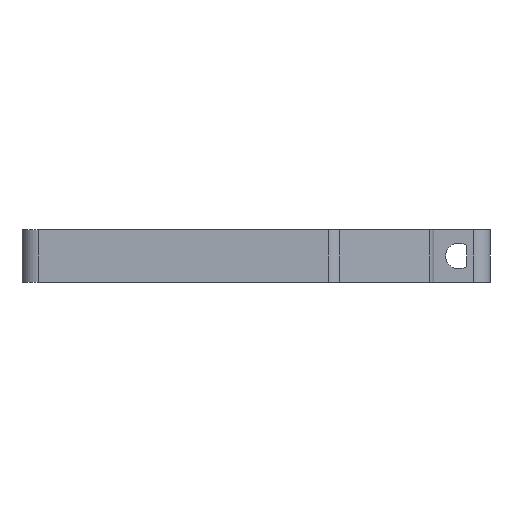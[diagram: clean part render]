
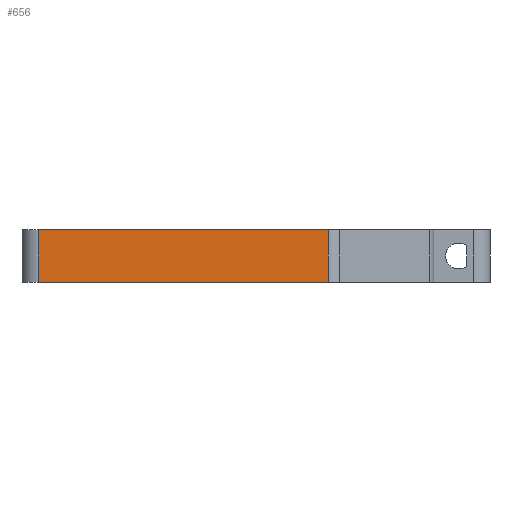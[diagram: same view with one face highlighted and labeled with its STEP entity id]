
A CAD part, left-side view. The second image highlights one B-rep face of the part: STEP entity #656.
In plain terms, the highlighted planar face has unit normal (-1, 0, 0).
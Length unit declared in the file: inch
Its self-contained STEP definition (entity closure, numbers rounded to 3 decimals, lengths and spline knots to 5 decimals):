
#299=CARTESIAN_POINT('',(-1.5,-0.69822,0.0));
#300=VERTEX_POINT('',#299);
#308=CARTESIAN_POINT('',(-1.5,1.5,0.0));
#309=VERTEX_POINT('',#308);
#310=CARTESIAN_POINT('',(-1.5,-0.69822,0.0));
#311=DIRECTION('',(0.0,1.0,0.0));
#312=VECTOR('',#311,2.19822);
#313=LINE('',#310,#312);
#314=EDGE_CURVE('',#300,#309,#313,.T.);
#607=CARTESIAN_POINT('',(-1.5,1.5,0.4));
#608=VERTEX_POINT('',#607);
#609=CARTESIAN_POINT('',(-1.5,1.5,0.0));
#610=DIRECTION('',(0.0,0.0,1.0));
#611=VECTOR('',#610,0.4);
#612=LINE('',#609,#611);
#613=EDGE_CURVE('',#309,#608,#612,.T.);
#633=CARTESIAN_POINT('',(-1.5,-1.75,0.0));
#634=DIRECTION('',(-1.0,0.0,0.0));
#635=DIRECTION('',(0.0,0.0,1.0));
#636=AXIS2_PLACEMENT_3D('',#633,#634,#635);
#637=PLANE('',#636);
#638=ORIENTED_EDGE('',*,*,#613,.F.);
#639=ORIENTED_EDGE('',*,*,#314,.F.);
#640=CARTESIAN_POINT('',(-1.5,-0.69822,0.4));
#641=VERTEX_POINT('',#640);
#642=CARTESIAN_POINT('',(-1.5,-0.69822,0.4));
#643=DIRECTION('',(0.0,0.0,-1.0));
#644=VECTOR('',#643,0.4);
#645=LINE('',#642,#644);
#646=EDGE_CURVE('',#641,#300,#645,.T.);
#647=ORIENTED_EDGE('',*,*,#646,.F.);
#648=CARTESIAN_POINT('',(-1.5,-0.69822,0.4));
#649=DIRECTION('',(0.0,1.0,0.0));
#650=VECTOR('',#649,2.19822);
#651=LINE('',#648,#650);
#652=EDGE_CURVE('',#641,#608,#651,.T.);
#653=ORIENTED_EDGE('',*,*,#652,.T.);
#654=EDGE_LOOP('',(#638,#639,#647,#653));
#655=FACE_OUTER_BOUND('',#654,.T.);
#656=ADVANCED_FACE('',(#655),#637,.T.);
